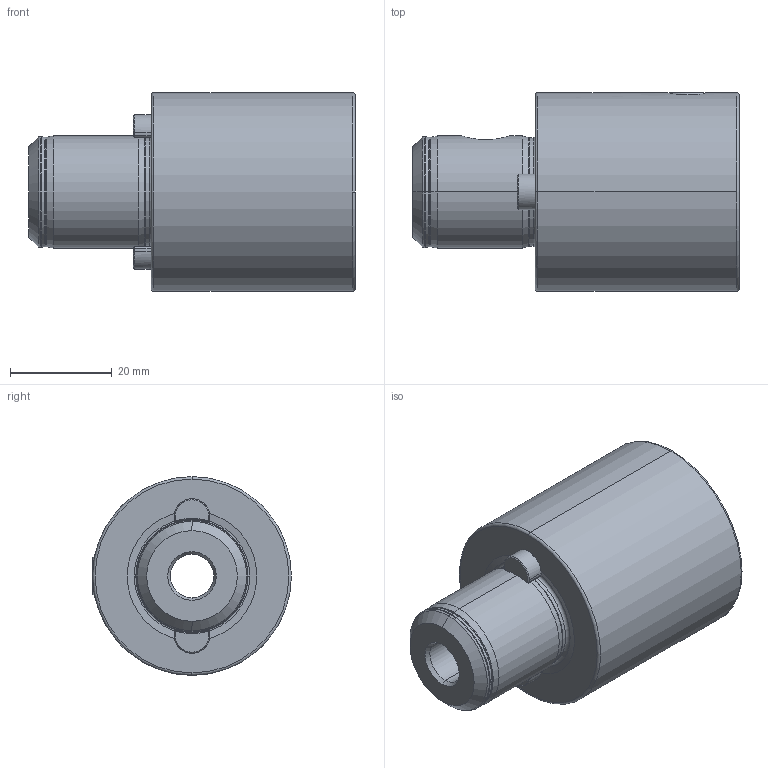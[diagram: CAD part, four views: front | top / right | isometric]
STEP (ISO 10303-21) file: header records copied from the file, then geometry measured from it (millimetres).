
FILE_DESCRIPTION (( 'STEP AP203' ), '1' );
FILE_NAME ('ST4-ST4.K01.040.STEP', '2016-02-12T10:49:29', ( 'SWIAdmin' ), ( 'Hewlett-Packard Company' ), 'SwSTEP 2.0', 'SolidWorks 2015', '' );
FILE_SCHEMA (( 'CONFIG_CONTROL_DESIGN' ));
Length unit declared in the file: millimetre
Products named in the file (4): ST4-ST4.K01.040_A; ST4-ST4.K01.040; ST4-ER1.001.011_A; ST4-ER2.001.009_A
Assembly tree (4 placements, depth 2):
  ST4-ST4.K01.040
    ST4-ST4.K01.040_A
    ST4-ER1.001.011_A
    ST4-ER2.001.009_A  x2
Bounding box: 64 x 39 x 39 mm (x, y, z)
Volume: 44310.9 mm3; surface area: 12588.6 mm2
Topology: 4 solids, 4 shells, 150 faces, 346 edges, 200 vertices
Faces by surface type: cone 50, cylinder 43, torus 27, plane 26, bspline 4
Entity records: 4696 total; most frequent: CARTESIAN_POINT 1343, DIRECTION 660, ORIENTED_EDGE 586, EDGE_CURVE 293, AXIS2_PLACEMENT_3D 277, VERTEX_POINT 172, CIRCLE 145, EDGE_LOOP 137
